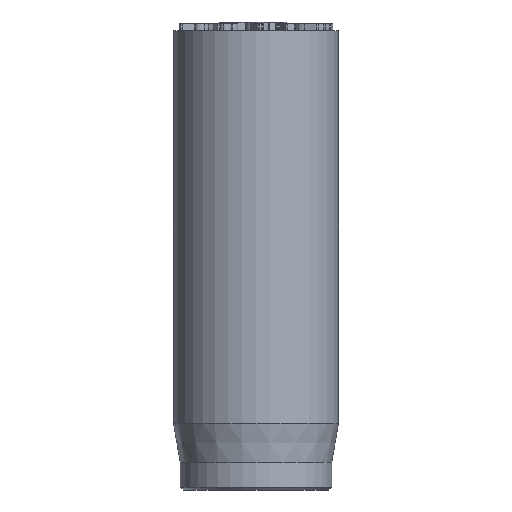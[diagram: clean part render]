
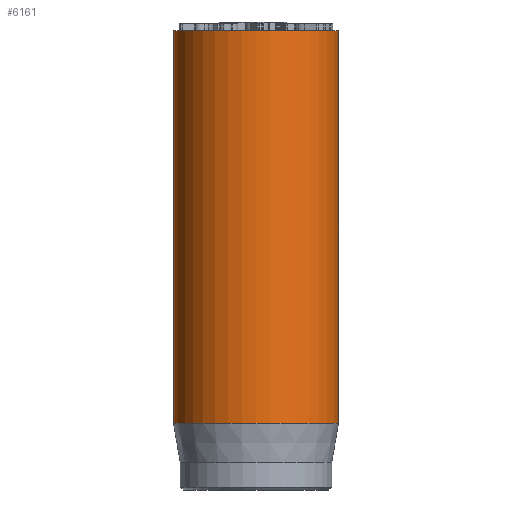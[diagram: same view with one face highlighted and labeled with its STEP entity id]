
A CAD part, front view. The second image highlights one B-rep face of the part: STEP entity #6161.
In plain terms, the highlighted cylindrical face has radius 3 mm (diameter 6 mm), a full revolution.
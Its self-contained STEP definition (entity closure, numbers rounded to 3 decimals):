
#36=CYLINDRICAL_SURFACE('',#6405,3.);
#48=CIRCLE('',#6372,3.);
#64=CIRCLE('',#6403,3.);
#65=CIRCLE('',#6404,3.);
#1007=FACE_OUTER_BOUND('',#1370,.T.);
#1370=EDGE_LOOP('',(#5474,#5475,#5476,#5477,#5478));
#1830=LINE('',#11243,#2308);
#2308=VECTOR('',#7092,3.);
#2890=VERTEX_POINT('',#11182);
#2906=VERTEX_POINT('',#11237);
#2907=VERTEX_POINT('',#11238);
#3753=EDGE_CURVE('',#2890,#2890,#48,.T.);
#3777=EDGE_CURVE('',#2906,#2907,#64,.T.);
#3778=EDGE_CURVE('',#2907,#2906,#65,.T.);
#3780=EDGE_CURVE('',#2890,#2906,#1830,.T.);
#5474=ORIENTED_EDGE('',*,*,#3753,.T.);
#5475=ORIENTED_EDGE('',*,*,#3780,.T.);
#5476=ORIENTED_EDGE('',*,*,#3777,.T.);
#5477=ORIENTED_EDGE('',*,*,#3778,.T.);
#5478=ORIENTED_EDGE('',*,*,#3780,.F.);
#6161=ADVANCED_FACE('',(#1007),#36,.T.);
#6372=AXIS2_PLACEMENT_3D('',#11183,#7015,#7016);
#6403=AXIS2_PLACEMENT_3D('',#11239,#7085,#7086);
#6404=AXIS2_PLACEMENT_3D('',#11240,#7087,#7088);
#6405=AXIS2_PLACEMENT_3D('',#11242,#7090,#7091);
#7015=DIRECTION('center_axis',(0.,0.,-1.));
#7016=DIRECTION('ref_axis',(-1.,0.,0.));
#7085=DIRECTION('center_axis',(0.,0.,1.));
#7086=DIRECTION('ref_axis',(-1.,0.,0.));
#7087=DIRECTION('center_axis',(0.,0.,1.));
#7088=DIRECTION('ref_axis',(-1.,0.,0.));
#7090=DIRECTION('center_axis',(0.,0.,1.));
#7091=DIRECTION('ref_axis',(-1.,0.,0.));
#7092=DIRECTION('',(0.,0.,-1.));
#11182=CARTESIAN_POINT('',(3.,0.,16.7));
#11183=CARTESIAN_POINT('Origin',(0.,0.,16.7));
#11237=CARTESIAN_POINT('',(3.,0.,2.418));
#11238=CARTESIAN_POINT('',(-3.,0.,2.418));
#11239=CARTESIAN_POINT('Origin',(0.,0.,2.418));
#11240=CARTESIAN_POINT('Origin',(0.,0.,2.418));
#11242=CARTESIAN_POINT('Origin',(0.,0.,0.));
#11243=CARTESIAN_POINT('',(3.,0.,0.));
